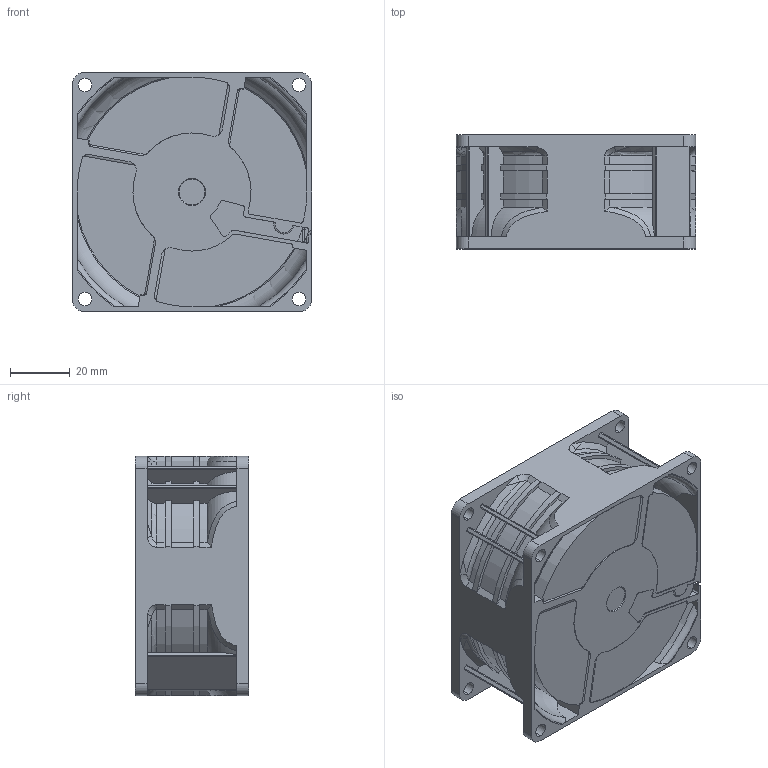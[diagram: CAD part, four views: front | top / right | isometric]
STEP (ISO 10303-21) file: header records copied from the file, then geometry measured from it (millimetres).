
FILE_DESCRIPTION((''),'2;1');
FILE_NAME('ASM0007_ASM','2012-05-17T',('SUNNY.S.TSAI'),(''),'PRO/ENGINEER BY PARAMETRIC TECHNOLOGY CORPORATION, 2008150','PRO/ENGINEER BY PARAMETRIC TECHNOLOGY CORPORATION, 2008150','');
FILE_SCHEMA(('CONFIG_CONTROL_DESIGN'));
Products named in the file (3): 410025860001; 6038; ASM0007_ASM
Assembly tree (2 placements, depth 2):
  ASM0007_ASM
    410025860001
    6038
Bounding box: 80 x 38 x 80 mm (x, y, z)
Volume: 93113.7 mm3; surface area: 49529.7 mm2
Topology: 2 solids, 2 shells, 544 faces, 1570 edges, 1006 vertices
Faces by surface type: plane 234, cylinder 191, bspline 61, torus 25, cone 24, revolution 9
Entity records: 21959 total; most frequent: CARTESIAN_POINT 7979, ORIENTED_EDGE 3140, DIRECTION 2701, EDGE_CURVE 1570, VERTEX_POINT 1006, AXIS2_PLACEMENT_3D 962, VECTOR 768, LINE 768
